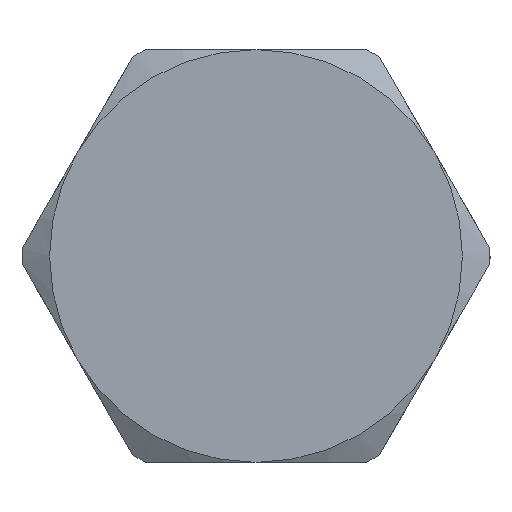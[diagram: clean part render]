
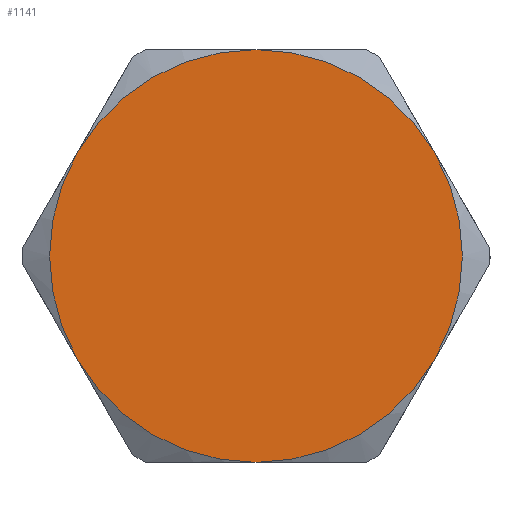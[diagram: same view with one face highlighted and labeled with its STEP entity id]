
A CAD part, left-side view. The second image highlights one B-rep face of the part: STEP entity #1141.
In plain terms, the highlighted planar face has unit normal (-1, 0, 0).
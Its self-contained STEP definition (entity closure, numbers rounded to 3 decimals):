
#179 = DIRECTION ( 'NONE',  ( 0., 0., -1. ) ) ;
#192 = CARTESIAN_POINT ( 'NONE',  ( 0., 0., 0. ) ) ;
#197 = AXIS2_PLACEMENT_3D ( 'NONE', #6959, #1005, #6987 ) ;
#239 = DIRECTION ( 'NONE',  ( -1., 0., 0. ) ) ;
#316 = EDGE_CURVE ( 'NONE', #3253, #3873, #3307, .T. ) ;
#673 = AXIS2_PLACEMENT_3D ( 'NONE', #2257, #2201, #2802 ) ;
#808 = VERTEX_POINT ( 'NONE', #6902 ) ;
#816 = VERTEX_POINT ( 'NONE', #1568 ) ;
#925 = CIRCLE ( 'NONE', #197, 12.7 ) ;
#929 = CIRCLE ( 'NONE', #673, 12.7 ) ;
#1005 = DIRECTION ( 'NONE',  ( 1., 0., 0. ) ) ;
#1141 = ADVANCED_FACE ( 'NONE', ( #7529 ), #6831, .T. ) ;
#1248 = DIRECTION ( 'NONE',  ( 1., 0., 0. ) ) ;
#1307 = CARTESIAN_POINT ( 'NONE',  ( 0., 0., 0. ) ) ;
#1353 = ORIENTED_EDGE ( 'NONE', *, *, #6829, .F. ) ;
#1400 = CARTESIAN_POINT ( 'NONE',  ( 0., -10.999, 6.35 ) ) ;
#1480 = ORIENTED_EDGE ( 'NONE', *, *, #1844, .F. ) ;
#1548 = EDGE_CURVE ( 'NONE', #816, #808, #5532, .T. ) ;
#1568 = CARTESIAN_POINT ( 'NONE',  ( 0., 0., -12.7 ) ) ;
#1844 = EDGE_CURVE ( 'NONE', #808, #5973, #929, .T. ) ;
#1880 = CIRCLE ( 'NONE', #1986, 12.7 ) ;
#1986 = AXIS2_PLACEMENT_3D ( 'NONE', #3908, #5764, #7618 ) ;
#2077 = EDGE_CURVE ( 'NONE', #2469, #3253, #4232, .T. ) ;
#2136 = AXIS2_PLACEMENT_3D ( 'NONE', #5562, #1248, #179 ) ;
#2201 = DIRECTION ( 'NONE',  ( 1., 0., 0. ) ) ;
#2257 = CARTESIAN_POINT ( 'NONE',  ( 0., 0., 0. ) ) ;
#2288 = ORIENTED_EDGE ( 'NONE', *, *, #6815, .F. ) ;
#2469 = VERTEX_POINT ( 'NONE', #6150 ) ;
#2728 = CARTESIAN_POINT ( 'NONE',  ( 0., -10.999, -6.35 ) ) ;
#2770 = CARTESIAN_POINT ( 'NONE',  ( 0., 10.999, 6.35 ) ) ;
#2802 = DIRECTION ( 'NONE',  ( 0., 0., -1. ) ) ;
#2818 = EDGE_LOOP ( 'NONE', ( #7515, #2288, #6366, #6784, #1353, #1480 ) ) ;
#3140 = DIRECTION ( 'NONE',  ( 0., 0., -1. ) ) ;
#3171 = DIRECTION ( 'NONE',  ( 1., 0., 0. ) ) ;
#3240 = DIRECTION ( 'NONE',  ( 0., 0., 1. ) ) ;
#3253 = VERTEX_POINT ( 'NONE', #1400 ) ;
#3307 = CIRCLE ( 'NONE', #3957, 12.7 ) ;
#3873 = VERTEX_POINT ( 'NONE', #2728 ) ;
#3908 = CARTESIAN_POINT ( 'NONE',  ( 0., 0., 0. ) ) ;
#3957 = AXIS2_PLACEMENT_3D ( 'NONE', #7076, #5176, #6458 ) ;
#4232 = CIRCLE ( 'NONE', #2136, 12.7 ) ;
#5176 = DIRECTION ( 'NONE',  ( 1., 0., 0. ) ) ;
#5532 = CIRCLE ( 'NONE', #7637, 12.7 ) ;
#5562 = CARTESIAN_POINT ( 'NONE',  ( 0., 0., 0. ) ) ;
#5764 = DIRECTION ( 'NONE',  ( 1., 0., 0. ) ) ;
#5973 = VERTEX_POINT ( 'NONE', #2770 ) ;
#6150 = CARTESIAN_POINT ( 'NONE',  ( 0., 0., 12.7 ) ) ;
#6366 = ORIENTED_EDGE ( 'NONE', *, *, #316, .F. ) ;
#6458 = DIRECTION ( 'NONE',  ( 0., 0., -1. ) ) ;
#6784 = ORIENTED_EDGE ( 'NONE', *, *, #2077, .F. ) ;
#6815 = EDGE_CURVE ( 'NONE', #3873, #816, #1880, .T. ) ;
#6829 = EDGE_CURVE ( 'NONE', #5973, #2469, #925, .T. ) ;
#6831 = PLANE ( 'NONE',  #7133 ) ;
#6902 = CARTESIAN_POINT ( 'NONE',  ( 0., 10.999, -6.35 ) ) ;
#6959 = CARTESIAN_POINT ( 'NONE',  ( 0., 0., 0. ) ) ;
#6987 = DIRECTION ( 'NONE',  ( 0., 0., -1. ) ) ;
#7076 = CARTESIAN_POINT ( 'NONE',  ( 0., 0., 0. ) ) ;
#7133 = AXIS2_PLACEMENT_3D ( 'NONE', #192, #239, #3240 ) ;
#7515 = ORIENTED_EDGE ( 'NONE', *, *, #1548, .F. ) ;
#7529 = FACE_OUTER_BOUND ( 'NONE', #2818, .T. ) ;
#7618 = DIRECTION ( 'NONE',  ( 0., 0., -1. ) ) ;
#7637 = AXIS2_PLACEMENT_3D ( 'NONE', #1307, #3171, #3140 ) ;
